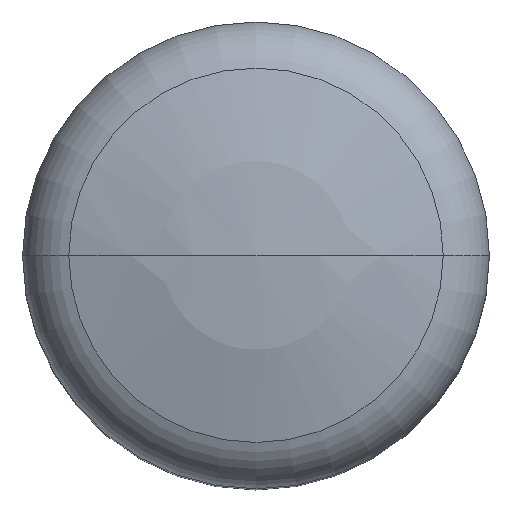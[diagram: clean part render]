
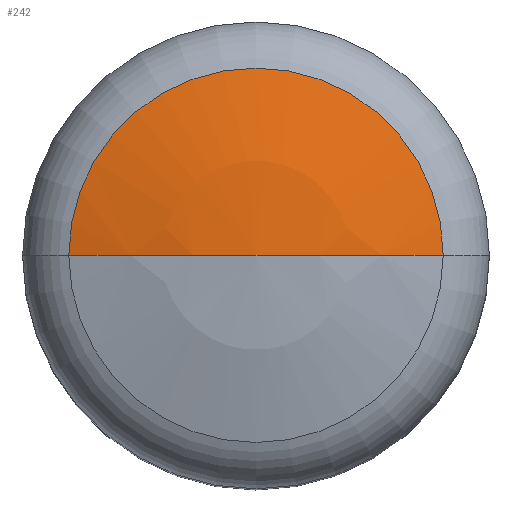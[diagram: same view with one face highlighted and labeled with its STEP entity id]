
A CAD part, top view. The second image highlights one B-rep face of the part: STEP entity #242.
In plain terms, the highlighted spherical face has radius 32 mm.
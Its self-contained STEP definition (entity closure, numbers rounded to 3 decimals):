
#184=VERTEX_POINT('',#458);
#242=ADVANCED_FACE('',(#524),#525,.T.);
#254=EDGE_CURVE('',#270,#316,#537,.T.);
#258=EDGE_CURVE('',#316,#184,#543,.T.);
#270=VERTEX_POINT('',#556);
#316=VERTEX_POINT('',#605);
#346=EDGE_CURVE('',#184,#270,#638,.T.);
#458=CARTESIAN_POINT('',(0.,0.,67.5));
#524=FACE_OUTER_BOUND('',#861,.T.);
#525=SPHERICAL_SURFACE('',#862,32.);
#537=CIRCLE('',#880,9.222);
#543=CIRCLE('',#887,32.);
#556=CARTESIAN_POINT('',(9.222,0.,66.142));
#605=CARTESIAN_POINT('',(-9.222,0.,66.142));
#638=CIRCLE('',#1039,32.);
#861=EDGE_LOOP('',(#1282,#1283,#1284));
#862=AXIS2_PLACEMENT_3D('',#1285,#1286,#1287);
#880=AXIS2_PLACEMENT_3D('',#1293,#1294,#1295);
#887=AXIS2_PLACEMENT_3D('',#1304,#1305,#1306);
#1039=AXIS2_PLACEMENT_3D('',#1392,#1393,#1394);
#1282=ORIENTED_EDGE('',*,*,#258,.T.);
#1283=ORIENTED_EDGE('',*,*,#346,.T.);
#1284=ORIENTED_EDGE('',*,*,#254,.T.);
#1285=CARTESIAN_POINT('',(0.,0.,35.5));
#1286=DIRECTION('',(0.0,0.0,1.0));
#1287=DIRECTION('',(-1.0,0.,0.0));
#1293=CARTESIAN_POINT('',(0.0,0.,66.142));
#1294=DIRECTION('',(0.0,0.0,1.0));
#1295=DIRECTION('',(1.0,0.,0.0));
#1304=CARTESIAN_POINT('',(0.,0.,35.5));
#1305=DIRECTION('',(0.,1.0,0.0));
#1306=DIRECTION('',(0.0,-0.0,-1.0));
#1392=CARTESIAN_POINT('',(0.,0.,35.5));
#1393=DIRECTION('',(0.,1.0,0.0));
#1394=DIRECTION('',(0.0,-0.0,-1.0));
